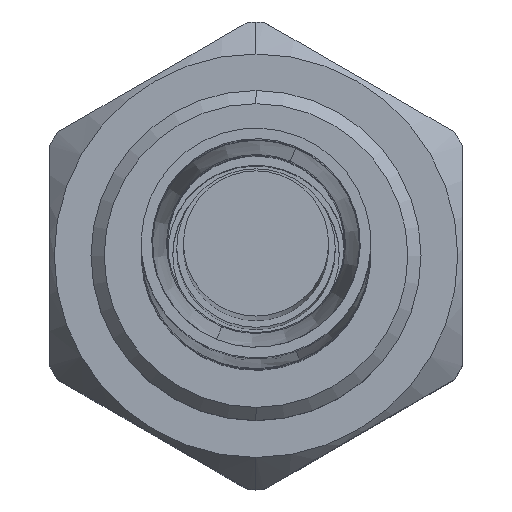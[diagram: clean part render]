
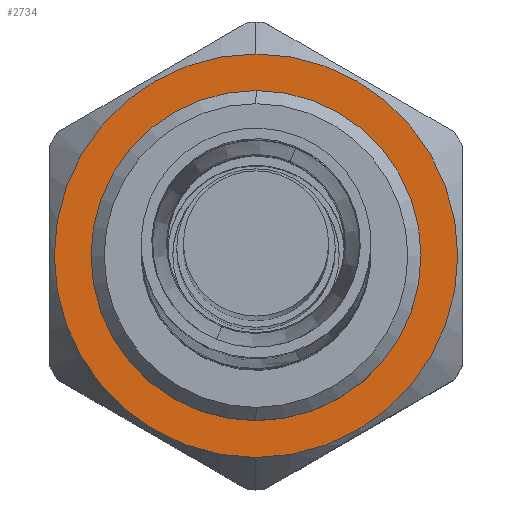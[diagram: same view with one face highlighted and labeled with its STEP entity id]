
A CAD part, top view. The second image highlights one B-rep face of the part: STEP entity #2734.
In plain terms, the highlighted face is planar.
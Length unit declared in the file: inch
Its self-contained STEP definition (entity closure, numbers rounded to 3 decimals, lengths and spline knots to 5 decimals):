
#853 = EDGE_LOOP ( 'NONE', ( #5177, #3095 ) ) ;
#1019 = DIRECTION ( 'NONE',  ( 0., 0., -1. ) ) ;
#1159 = CARTESIAN_POINT ( 'NONE',  ( 0.331, 0., -0.125 ) ) ;
#1499 = VERTEX_POINT ( 'NONE', #4513 ) ;
#1613 = ORIENTED_EDGE ( 'NONE', *, *, #7543, .T. ) ;
#1770 = DIRECTION ( 'NONE',  ( 1., 0., 0. ) ) ;
#1801 = AXIS2_PLACEMENT_3D ( 'NONE', #5786, #5082, #5830 ) ;
#1836 = DIRECTION ( 'NONE',  ( 0., 0., -1. ) ) ;
#2734 = ADVANCED_FACE ( 'NONE', ( #8809, #8855 ), #3959, .T. ) ;
#3095 = ORIENTED_EDGE ( 'NONE', *, *, #6566, .F. ) ;
#3212 = VERTEX_POINT ( 'NONE', #3448 ) ;
#3302 = DIRECTION ( 'NONE',  ( 1., 0., 0. ) ) ;
#3396 = DIRECTION ( 'NONE',  ( 0., 0., -1. ) ) ;
#3448 = CARTESIAN_POINT ( 'NONE',  ( 0.331, 0., 0.15279 ) ) ;
#3709 = VERTEX_POINT ( 'NONE', #1159 ) ;
#3932 = DIRECTION ( 'NONE',  ( 1., 0., 0. ) ) ;
#3959 = PLANE ( 'NONE',  #6330 ) ;
#4513 = CARTESIAN_POINT ( 'NONE',  ( 0.331, 0., 0.125 ) ) ;
#4649 = CIRCLE ( 'NONE', #1801, 0.15279 ) ;
#4653 = EDGE_LOOP ( 'NONE', ( #8375, #1613 ) ) ;
#4694 = EDGE_CURVE ( 'NONE', #3709, #1499, #6214, .T. ) ;
#4698 = CARTESIAN_POINT ( 'NONE',  ( 0.331, 0., 0. ) ) ;
#4741 = VERTEX_POINT ( 'NONE', #6914 ) ;
#5020 = AXIS2_PLACEMENT_3D ( 'NONE', #6867, #3302, #3396 ) ;
#5082 = DIRECTION ( 'NONE',  ( 1., 0., 0. ) ) ;
#5177 = ORIENTED_EDGE ( 'NONE', *, *, #4694, .F. ) ;
#5786 = CARTESIAN_POINT ( 'NONE',  ( 0.331, 0., 0. ) ) ;
#5830 = DIRECTION ( 'NONE',  ( 0., 0., -1. ) ) ;
#5965 = DIRECTION ( 'NONE',  ( 1., 0., 0. ) ) ;
#5982 = CARTESIAN_POINT ( 'NONE',  ( 0.331, 0., 0. ) ) ;
#6214 = CIRCLE ( 'NONE', #5020, 0.125 ) ;
#6330 = AXIS2_PLACEMENT_3D ( 'NONE', #4698, #5965, #1836 ) ;
#6566 = EDGE_CURVE ( 'NONE', #1499, #3709, #8912, .T. ) ;
#6722 = AXIS2_PLACEMENT_3D ( 'NONE', #5982, #3932, #8275 ) ;
#6867 = CARTESIAN_POINT ( 'NONE',  ( 0.331, 0., 0. ) ) ;
#6871 = CIRCLE ( 'NONE', #6722, 0.15279 ) ;
#6914 = CARTESIAN_POINT ( 'NONE',  ( 0.331, 0., -0.15279 ) ) ;
#7107 = AXIS2_PLACEMENT_3D ( 'NONE', #8878, #1770, #1019 ) ;
#7543 = EDGE_CURVE ( 'NONE', #3212, #4741, #6871, .T. ) ;
#7935 = EDGE_CURVE ( 'NONE', #4741, #3212, #4649, .T. ) ;
#8275 = DIRECTION ( 'NONE',  ( 0., 0., -1. ) ) ;
#8375 = ORIENTED_EDGE ( 'NONE', *, *, #7935, .T. ) ;
#8809 = FACE_BOUND ( 'NONE', #853, .T. ) ;
#8855 = FACE_OUTER_BOUND ( 'NONE', #4653, .T. ) ;
#8878 = CARTESIAN_POINT ( 'NONE',  ( 0.331, 0., 0. ) ) ;
#8912 = CIRCLE ( 'NONE', #7107, 0.125 ) ;
